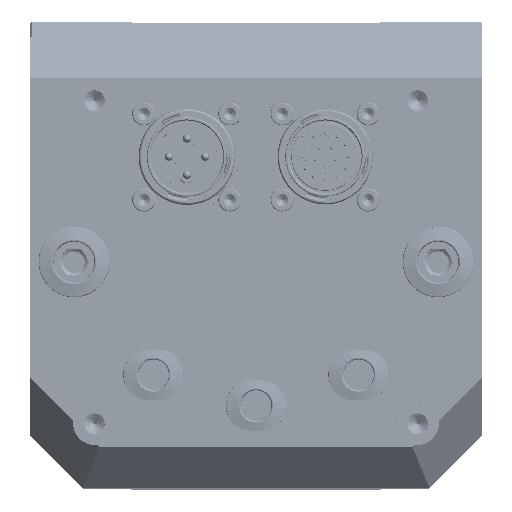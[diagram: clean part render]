
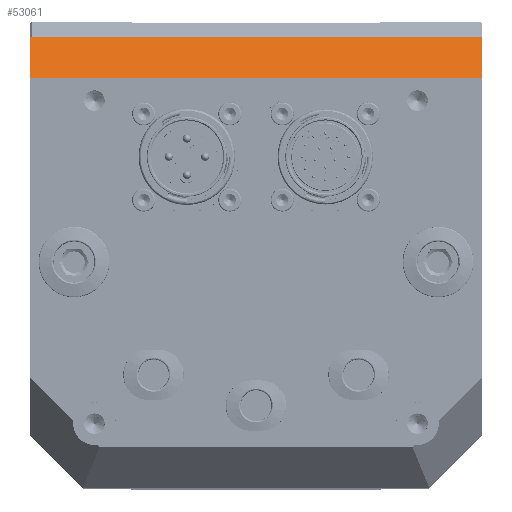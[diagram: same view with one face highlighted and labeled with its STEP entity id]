
A CAD part, top view. The second image highlights one B-rep face of the part: STEP entity #53061.
In plain terms, the highlighted planar face has unit normal (0, 0.707, 0.707).
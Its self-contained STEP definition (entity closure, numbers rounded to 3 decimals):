
#2082 = EDGE_CURVE ( 'NONE', #243375, #75238, #267333, .T. ) ;
#4167 = CARTESIAN_POINT ( 'NONE',  ( 44., 36., 10. ) ) ;
#9150 = DIRECTION ( 'NONE',  ( -1., 0., 0. ) ) ;
#21099 = DIRECTION ( 'NONE',  ( 0., 0.707, 0.707 ) ) ;
#35735 = CARTESIAN_POINT ( 'NONE',  ( -44., 36., 10. ) ) ;
#36920 = CARTESIAN_POINT ( 'NONE',  ( 44., 36., 10. ) ) ;
#45267 = VECTOR ( 'NONE', #125985, 1000. ) ;
#46793 = DIRECTION ( 'NONE',  ( 1., 0., 0. ) ) ;
#48132 = PLANE ( 'NONE',  #147255 ) ;
#48695 = EDGE_CURVE ( 'NONE', #63824, #243375, #267753, .T. ) ;
#49584 = VERTEX_POINT ( 'NONE', #4167 ) ;
#49861 = LINE ( 'NONE', #238696, #63850 ) ;
#53061 = ADVANCED_FACE ( 'NONE', ( #150059 ), #48132, .T. ) ;
#63824 = VERTEX_POINT ( 'NONE', #35735 ) ;
#63850 = VECTOR ( 'NONE', #9150, 1000. ) ;
#75238 = VERTEX_POINT ( 'NONE', #80032 ) ;
#80032 = CARTESIAN_POINT ( 'NONE',  ( 44., 44., 2. ) ) ;
#81192 = CARTESIAN_POINT ( 'NONE',  ( 44., 44., 2. ) ) ;
#100704 = LINE ( 'NONE', #36920, #150220 ) ;
#103340 = CARTESIAN_POINT ( 'NONE',  ( -44., 36., 10. ) ) ;
#111863 = ORIENTED_EDGE ( 'NONE', *, *, #2082, .F. ) ;
#124158 = EDGE_LOOP ( 'NONE', ( #202633, #111863, #224277, #237961 ) ) ;
#125985 = DIRECTION ( 'NONE',  ( 1., 0., 0. ) ) ;
#147255 = AXIS2_PLACEMENT_3D ( 'NONE', #232941, #21099, #46793 ) ;
#148137 = DIRECTION ( 'NONE',  ( 0., 0.707, -0.707 ) ) ;
#150059 = FACE_OUTER_BOUND ( 'NONE', #124158, .T. ) ;
#150220 = VECTOR ( 'NONE', #202599, 1000. ) ;
#169297 = EDGE_CURVE ( 'NONE', #75238, #49584, #100704, .T. ) ;
#180004 = VECTOR ( 'NONE', #148137, 1000. ) ;
#191556 = CARTESIAN_POINT ( 'NONE',  ( -44., 44., 2. ) ) ;
#202599 = DIRECTION ( 'NONE',  ( 0., -0.707, 0.707 ) ) ;
#202633 = ORIENTED_EDGE ( 'NONE', *, *, #169297, .F. ) ;
#224277 = ORIENTED_EDGE ( 'NONE', *, *, #48695, .F. ) ;
#232941 = CARTESIAN_POINT ( 'NONE',  ( 0., 36., 10. ) ) ;
#237961 = ORIENTED_EDGE ( 'NONE', *, *, #249724, .F. ) ;
#238696 = CARTESIAN_POINT ( 'NONE',  ( -44., 36., 10. ) ) ;
#243375 = VERTEX_POINT ( 'NONE', #191556 ) ;
#249724 = EDGE_CURVE ( 'NONE', #49584, #63824, #49861, .T. ) ;
#267333 = LINE ( 'NONE', #81192, #45267 ) ;
#267753 = LINE ( 'NONE', #103340, #180004 ) ;
